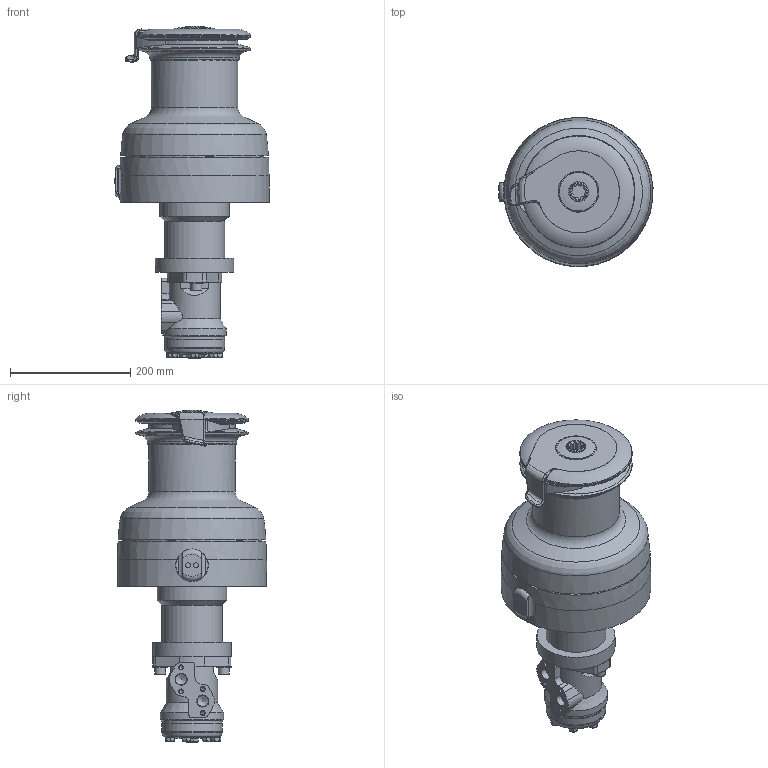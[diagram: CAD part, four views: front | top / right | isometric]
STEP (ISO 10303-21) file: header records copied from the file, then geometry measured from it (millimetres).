
FILE_DESCRIPTION(/* description */ (''),/* implementation_level */ '2;1');
FILE_NAME(/* name */ 'XT66.3HD.stp',/* time_stamp */ '2016-03-24T13:41:44+01:00',/* author */ ('gianni'),/* organization */ (''),/* preprocessor_version */ 'ST-DEVELOPER v16.1',/* originating_system */ 'Autodesk Inventor 2016',/* authorisation */ '');
FILE_SCHEMA (('AUTOMOTIVE_DESIGN { 1 0 10303 214 3 1 1 }'));
Length unit declared in the file: millimetre
Products named in the file (1): XT66.3HD
Bounding box: 256.07 x 247.66 x 551.6 mm (x, y, z)
Volume: 11161263.9 mm3; surface area: 464492.7 mm2
Topology: 2 solids, 2 shells, 466 faces, 1169 edges, 740 vertices
Faces by surface type: plane 218, cylinder 120, torus 67, bspline 33, cone 28
Full cylindrical faces by diameter (mm): 4 x2, 6.647 x4, 8.4 x2, 10.5 x6, 13 x7, 18 x3, 18.05 x1, 18.631 x2, 24 x2, 31.72 x1, 32.2 x1, 53.5 x1, 54.2 x1, 100 x3, 105 x1, 115 x1, 130 x1, 144 x2, 187 x3, 233 x1, 248 x1
Entity records: 16306 total; most frequent: CARTESIAN_POINT 6000, ORIENTED_EDGE 2094, DIRECTION 2062, EDGE_CURVE 1047, AXIS2_PLACEMENT_3D 823, VERTEX_POINT 708, EDGE_LOOP 589, FACE_OUTER_BOUND 466
